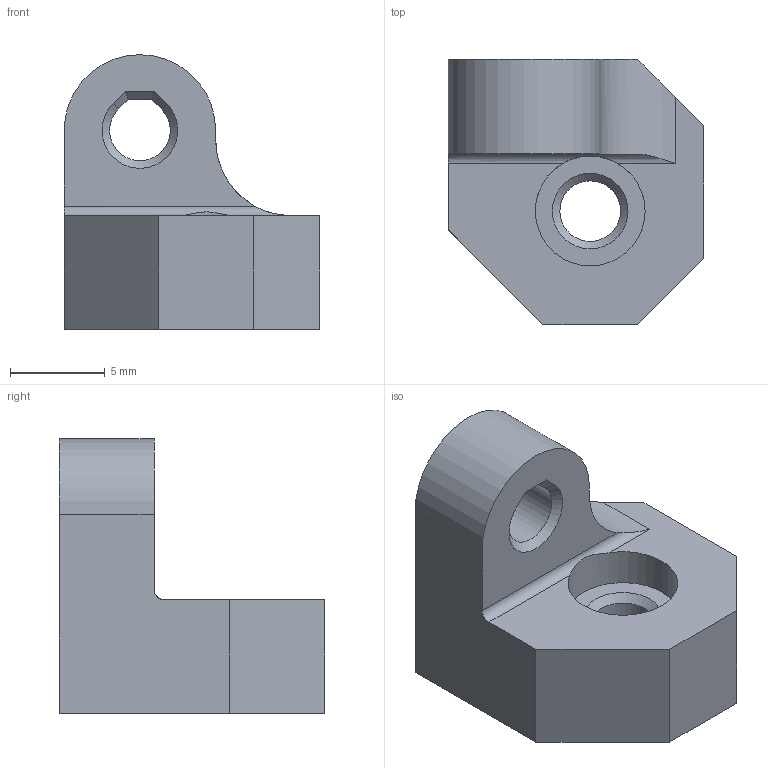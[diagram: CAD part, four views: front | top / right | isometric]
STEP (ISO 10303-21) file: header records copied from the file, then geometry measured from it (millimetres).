
FILE_DESCRIPTION(/* description */ (''),/* implementation_level */ '2;1');
FILE_NAME(/* name */ 'XZMotorFanMount v10.step',/* time_stamp */ '2025-04-20T18:25:07+10:00',/* author */ (''),/* organization */ (''),/* preprocessor_version */ 'ST-DEVELOPER v20.1',/* originating_system */ 'Autodesk Translation Framework v14.4.0.0',/* authorisation */ '');
FILE_SCHEMA (('AUTOMOTIVE_DESIGN { 1 0 10303 214 3 1 1 }'));
Length unit declared in the file: millimetre
Products named in the file (1): XZMotorFanMount
Bounding box: 13.5 x 14 x 14.5 mm (x, y, z)
Volume: 1160.9 mm3; surface area: 900.8 mm2
Topology: 1 solids, 1 shells, 34 faces, 87 edges, 56 vertices
Faces by surface type: plane 25, cylinder 6, cone 3
Full cylindrical faces by diameter (mm): 3.2 x1, 5.8 x1
Entity records: 1071 total; most frequent: CARTESIAN_POINT 193, ORIENTED_EDGE 174, DIRECTION 171, EDGE_CURVE 87, LINE 69, VECTOR 69, VERTEX_POINT 56, AXIS2_PLACEMENT_3D 51
